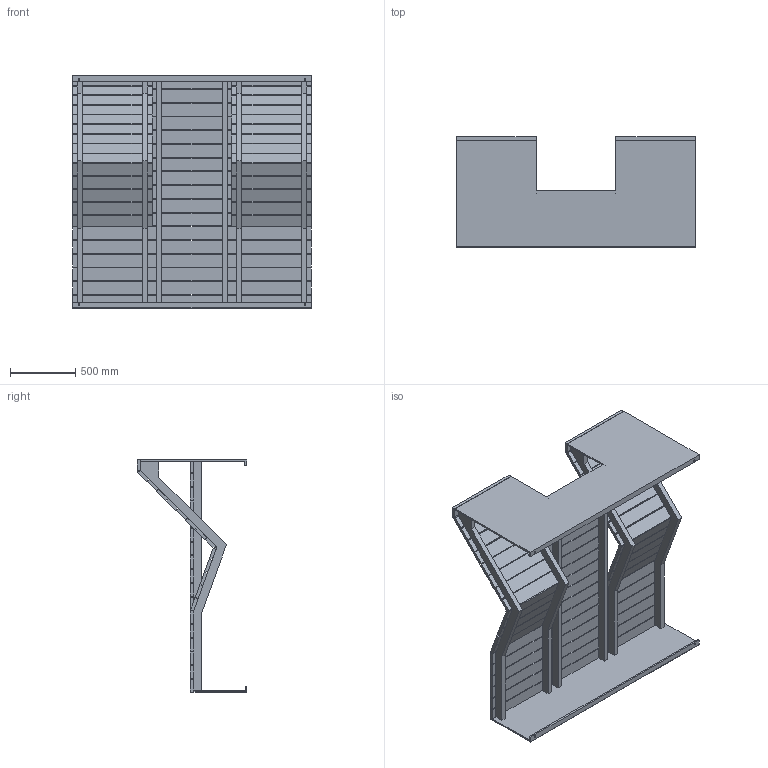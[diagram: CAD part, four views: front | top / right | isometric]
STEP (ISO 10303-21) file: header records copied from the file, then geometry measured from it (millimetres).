
FILE_DESCRIPTION (( 'STEP AP203' ), '1' );
FILE_NAME ('MO-1686-CL-D-1T.STEP', '2022-04-28T18:55:23', ( '' ), ( '' ), 'SwSTEP 2.0', 'SolidWorks 2020', '' );
FILE_SCHEMA (( 'CONFIG_CONTROL_DESIGN' ));
Length unit declared in the file: inch
Products named in the file (1): MO-1686-CL-D-1T
Bounding box: 1828.8 x 840.11 x 1778 mm (x, y, z)
Volume: 136089675.7 mm3; surface area: 15090635.2 mm2
Topology: 35 solids, 35 shells, 446 faces, 1086 edges, 678 vertices
Faces by surface type: plane 422, cylinder 22, torus 2
Entity records: 12739 total; most frequent: CARTESIAN_POINT 2217, ORIENTED_EDGE 2172, DIRECTION 2020, EDGE_CURVE 1086, LINE 1042, VECTOR 1042, VERTEX_POINT 678, AXIS2_PLACEMENT_3D 489
